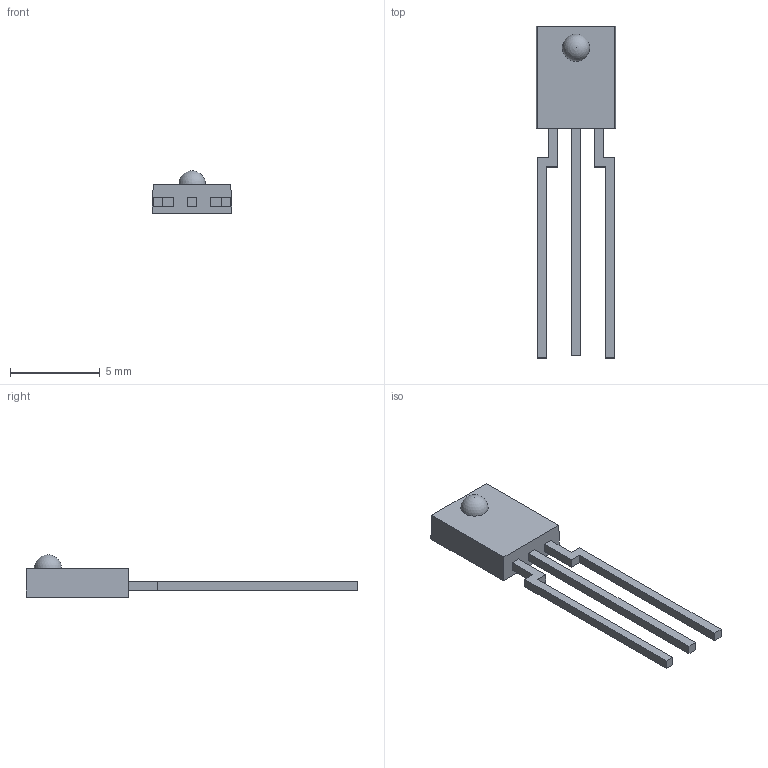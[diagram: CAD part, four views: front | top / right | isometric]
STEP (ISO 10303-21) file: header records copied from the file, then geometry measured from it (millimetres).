
FILE_DESCRIPTION (( 'STEP AP214' ), '1' );
FILE_NAME ('OPL55x_OPL56x.STEP', '2020-04-13T16:02:44', ( '' ), ( '' ), 'SwSTEP 2.0', 'SolidWorks 2018', '' );
FILE_SCHEMA (( 'AUTOMOTIVE_DESIGN' ));
Length unit declared in the file: inch
Products named in the file (1): OPL55x_OPL56x
Bounding box: 4.45 x 18.54 x 2.36 mm (x, y, z)
Volume: 51.3 mm3; surface area: 164.9 mm2
Topology: 1 solids, 1 shells, 30 faces, 77 edges, 52 vertices
Faces by surface type: plane 29, sphere 1
Entity records: 1215 total; most frequent: CARTESIAN_POINT 155, ORIENTED_EDGE 148, DIRECTION 138, EDGE_CURVE 74, LINE 72, VECTOR 72, VERTEX_POINT 50, EDGE_LOOP 34
